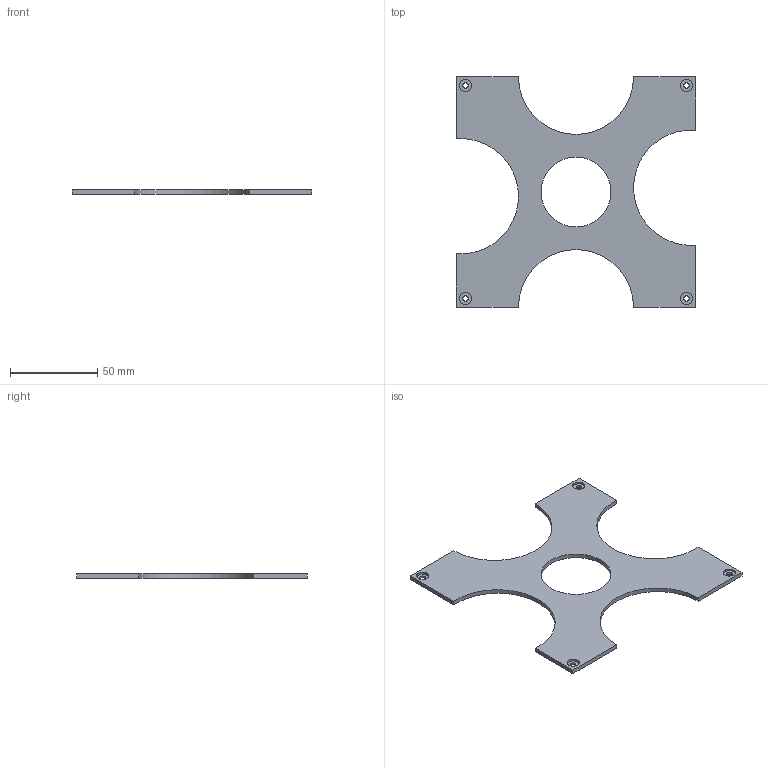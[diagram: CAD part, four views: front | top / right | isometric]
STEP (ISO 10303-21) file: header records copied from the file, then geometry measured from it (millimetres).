
FILE_DESCRIPTION (( 'STEP AP203' ), '1' );
FILE_NAME ('盓殤笢狟.STEP', '2024-06-27T02:23:03', ( '' ), ( '' ), 'SwSTEP 2.0', 'SolidWorks 2020', '' );
FILE_SCHEMA (( 'CONFIG_CONTROL_DESIGN' ));
Length unit declared in the file: millimetre
Products named in the file (1): 盓殤笢狟
Bounding box: 137 x 132 x 2.5 mm (x, y, z)
Volume: 23896.7 mm3; surface area: 21454.4 mm2
Topology: 1 solids, 1 shells, 37 faces, 93 edges, 62 vertices
Faces by surface type: cylinder 23, plane 14
Entity records: 1230 total; most frequent: DIRECTION 215, CARTESIAN_POINT 193, ORIENTED_EDGE 186, EDGE_CURVE 93, AXIS2_PLACEMENT_3D 84, VERTEX_POINT 62, EDGE_LOOP 51, LINE 47
